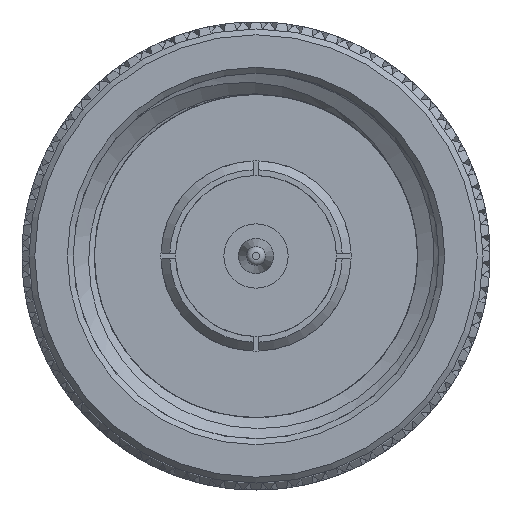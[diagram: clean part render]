
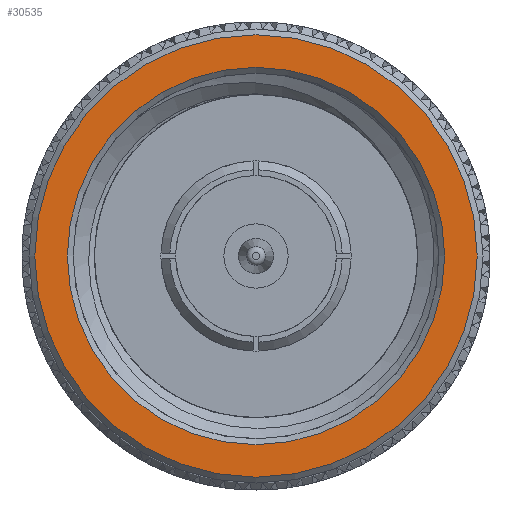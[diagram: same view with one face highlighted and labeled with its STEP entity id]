
A CAD part, left-side view. The second image highlights one B-rep face of the part: STEP entity #30535.
In plain terms, the highlighted planar face has unit normal (-1, 0, 0).
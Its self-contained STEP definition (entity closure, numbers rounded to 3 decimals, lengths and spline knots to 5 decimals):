
#1368 = AXIS2_PLACEMENT_3D ( 'NONE', #38596, #53624, #71416 ) ;
#6787 = DIRECTION ( 'NONE',  ( 1., 0., 0. ) ) ;
#15642 = FACE_BOUND ( 'NONE', #82090, .T. ) ;
#23621 = AXIS2_PLACEMENT_3D ( 'NONE', #79358, #104861, #80795 ) ;
#24847 = CARTESIAN_POINT ( 'NONE',  ( 0., -0.37809, 0. ) ) ;
#26656 = EDGE_LOOP ( 'NONE', ( #46273 ) ) ;
#30535 = ADVANCED_FACE ( 'NONE', ( #15642, #96483 ), #105563, .T. ) ;
#33653 = CIRCLE ( 'NONE', #104393, 0.3225 ) ;
#38596 = CARTESIAN_POINT ( 'NONE',  ( 0., 0., 0. ) ) ;
#46273 = ORIENTED_EDGE ( 'NONE', *, *, #67913, .T. ) ;
#53624 = DIRECTION ( 'NONE',  ( -1., 0., 0. ) ) ;
#66767 = CARTESIAN_POINT ( 'NONE',  ( 0., -0.3225, 0. ) ) ;
#67913 = EDGE_CURVE ( 'NONE', #97731, #97731, #101447, .T. ) ;
#71416 = DIRECTION ( 'NONE',  ( 0., -1., 0. ) ) ;
#79358 = CARTESIAN_POINT ( 'NONE',  ( 0., 0.38809, 0. ) ) ;
#80795 = DIRECTION ( 'NONE',  ( 0., -1., 0. ) ) ;
#82090 = EDGE_LOOP ( 'NONE', ( #102447 ) ) ;
#82521 = DIRECTION ( 'NONE',  ( 0., -1., 0. ) ) ;
#87001 = EDGE_CURVE ( 'NONE', #88660, #88660, #33653, .T. ) ;
#88660 = VERTEX_POINT ( 'NONE', #66767 ) ;
#96483 = FACE_OUTER_BOUND ( 'NONE', #26656, .T. ) ;
#97731 = VERTEX_POINT ( 'NONE', #24847 ) ;
#101447 = CIRCLE ( 'NONE', #1368, 0.37809 ) ;
#102447 = ORIENTED_EDGE ( 'NONE', *, *, #87001, .T. ) ;
#104393 = AXIS2_PLACEMENT_3D ( 'NONE', #106900, #6787, #82521 ) ;
#104861 = DIRECTION ( 'NONE',  ( -1., 0., 0. ) ) ;
#105563 = PLANE ( 'NONE',  #23621 ) ;
#106900 = CARTESIAN_POINT ( 'NONE',  ( 0., 0., 0. ) ) ;
